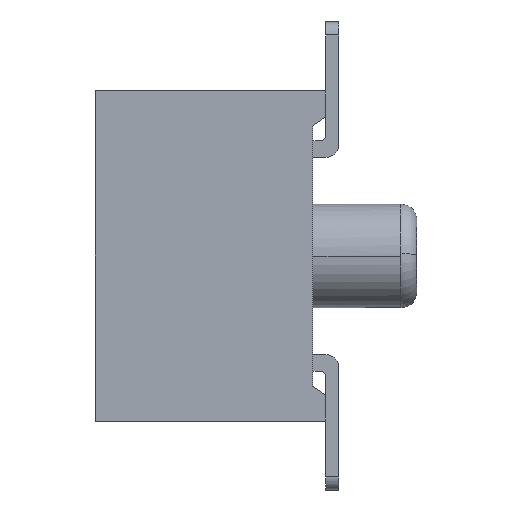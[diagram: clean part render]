
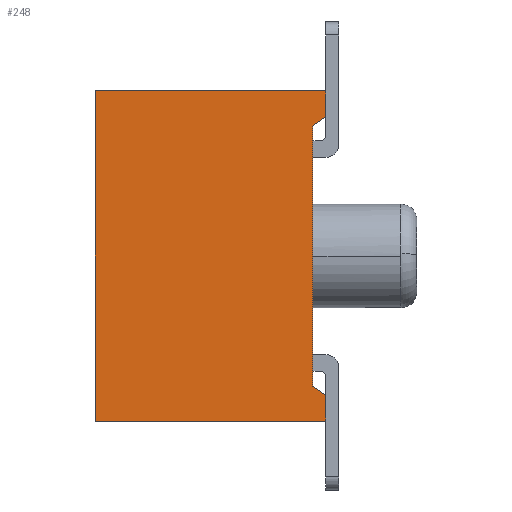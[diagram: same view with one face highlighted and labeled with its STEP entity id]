
A CAD part, left-side view. The second image highlights one B-rep face of the part: STEP entity #248.
In plain terms, the highlighted planar face has unit normal (-1, 0, 0).
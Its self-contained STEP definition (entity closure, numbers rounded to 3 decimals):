
#248=ADVANCED_FACE('',(#1255),#1256,.T.);
#1255=FACE_OUTER_BOUND('',#3186,.T.);
#1256=PLANE('',#3187);
#3186=EDGE_LOOP('',(#5334,#5335,#5336,#5337,#5338,#5339,#5340,#5341));
#3187=AXIS2_PLACEMENT_3D('',#5342,#5343,#5344);
#5334=ORIENTED_EDGE('',*,*,#12934,.F.);
#5335=ORIENTED_EDGE('',*,*,#12929,.T.);
#5336=ORIENTED_EDGE('',*,*,#12943,.T.);
#5337=ORIENTED_EDGE('',*,*,#12945,.F.);
#5338=ORIENTED_EDGE('',*,*,#13108,.F.);
#5339=ORIENTED_EDGE('',*,*,#12931,.T.);
#5340=ORIENTED_EDGE('',*,*,#13109,.F.);
#5341=ORIENTED_EDGE('',*,*,#13041,.F.);
#5342=CARTESIAN_POINT('',(-1.27,0.0,-2.54));
#5343=DIRECTION('',(-1.0,0.0,0.0));
#5344=DIRECTION('',(0.0,0.0,1.0));
#12929=EDGE_CURVE('',#15486,#15491,#15493,.T.);
#12931=EDGE_CURVE('',#15497,#15494,#15498,.T.);
#12934=EDGE_CURVE('',#15486,#15502,#15503,.T.);
#12943=EDGE_CURVE('',#15491,#15515,#15517,.T.);
#12945=EDGE_CURVE('',#15518,#15515,#15520,.T.);
#13041=EDGE_CURVE('',#15502,#15702,#15703,.T.);
#13108=EDGE_CURVE('',#15497,#15518,#15832,.T.);
#13109=EDGE_CURVE('',#15702,#15494,#15833,.T.);
#15486=VERTEX_POINT('',#19666);
#15491=VERTEX_POINT('',#19673);
#15493=LINE('',#19676,#19677);
#15494=VERTEX_POINT('',#19678);
#15497=VERTEX_POINT('',#19682);
#15498=LINE('',#19683,#19684);
#15502=VERTEX_POINT('',#19690);
#15503=LINE('',#19691,#19692);
#15515=VERTEX_POINT('',#19711);
#15517=LINE('',#19714,#19715);
#15518=VERTEX_POINT('',#19716);
#15520=LINE('',#19719,#19720);
#15702=VERTEX_POINT('',#19997);
#15703=LINE('',#19998,#19999);
#15832=LINE('',#20192,#20193);
#15833=LINE('',#20194,#20195);
#19666=CARTESIAN_POINT('',(-1.27,0.0,2.14));
#19673=CARTESIAN_POINT('',(-1.27,0.0,2.54));
#19676=CARTESIAN_POINT('',(-1.27,0.0,2.14));
#19677=VECTOR('',#25913,0.4);
#19678=CARTESIAN_POINT('',(-1.27,0.0,-2.14));
#19682=CARTESIAN_POINT('',(-1.27,0.0,-2.54));
#19683=CARTESIAN_POINT('',(-1.27,0.0,-2.54));
#19684=VECTOR('',#25915,0.4);
#19690=CARTESIAN_POINT('',(-1.27,0.2,2.0));
#19691=CARTESIAN_POINT('',(-1.27,0.0,2.14));
#19692=VECTOR('',#25918,0.244);
#19711=CARTESIAN_POINT('',(-1.27,3.55,2.54));
#19714=CARTESIAN_POINT('',(-1.27,0.0,2.54));
#19715=VECTOR('',#25927,3.55);
#19716=CARTESIAN_POINT('',(-1.27,3.55,-2.54));
#19719=CARTESIAN_POINT('',(-1.27,3.55,-2.54));
#19720=VECTOR('',#25929,5.08);
#19997=CARTESIAN_POINT('',(-1.27,0.2,-2.0));
#19998=CARTESIAN_POINT('',(-1.27,0.2,2.0));
#19999=VECTOR('',#26025,4.0);
#20192=CARTESIAN_POINT('',(-1.27,0.0,-2.54));
#20193=VECTOR('',#26096,3.55);
#20194=CARTESIAN_POINT('',(-1.27,0.2,-2.0));
#20195=VECTOR('',#26097,0.244);
#25913=DIRECTION('',(0.0,0.0,1.0));
#25915=DIRECTION('',(0.0,0.0,1.0));
#25918=DIRECTION('',(0.0,0.819,-0.574));
#25927=DIRECTION('',(0.0,1.0,0.0));
#25929=DIRECTION('',(0.0,0.0,1.0));
#26025=DIRECTION('',(0.0,0.0,-1.0));
#26096=DIRECTION('',(0.0,1.0,0.0));
#26097=DIRECTION('',(0.0,-0.819,-0.574));
